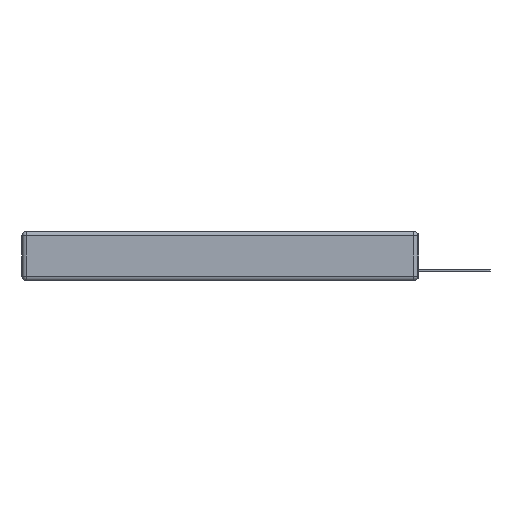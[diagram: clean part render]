
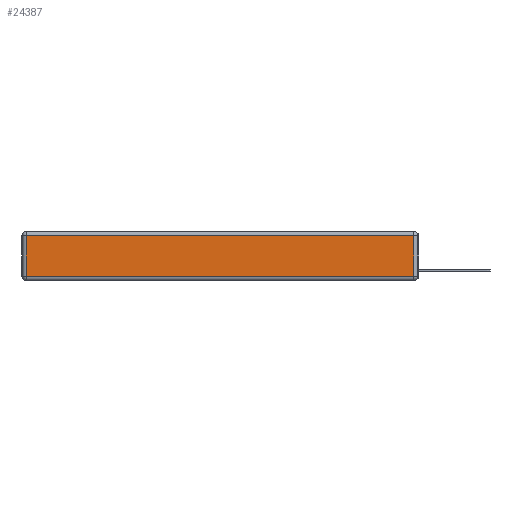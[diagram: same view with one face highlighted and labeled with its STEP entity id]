
A CAD part, left-side view. The second image highlights one B-rep face of the part: STEP entity #24387.
In plain terms, the highlighted planar face has unit normal (-1, 0, 0).
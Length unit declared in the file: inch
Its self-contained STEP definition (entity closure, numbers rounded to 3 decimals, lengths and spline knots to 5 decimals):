
#280 = CARTESIAN_POINT ( 'NONE',  ( 0., 0.03, -0.313 ) ) ;
#404 = EDGE_LOOP ( 'NONE', ( #1578, #16177, #4844, #18586 ) ) ;
#633 = PLANE ( 'NONE',  #2725 ) ;
#958 = VECTOR ( 'NONE', #17386, 39.37008 ) ;
#1578 = ORIENTED_EDGE ( 'NONE', *, *, #24385, .T. ) ;
#1798 = CARTESIAN_POINT ( 'NONE',  ( 0., 2.72, -0.313 ) ) ;
#2234 = VECTOR ( 'NONE', #5213, 39.37008 ) ;
#2725 = AXIS2_PLACEMENT_3D ( 'NONE', #7274, #13423, #24206 ) ;
#3866 = EDGE_CURVE ( 'NONE', #22083, #18911, #15001, .T. ) ;
#4844 = ORIENTED_EDGE ( 'NONE', *, *, #20734, .T. ) ;
#5071 = VERTEX_POINT ( 'NONE', #5664 ) ;
#5213 = DIRECTION ( 'NONE',  ( 0., -1., 0. ) ) ;
#5664 = CARTESIAN_POINT ( 'NONE',  ( 0., 2.72, -0.03 ) ) ;
#7181 = CARTESIAN_POINT ( 'NONE',  ( 0., 0., -0.313 ) ) ;
#7274 = CARTESIAN_POINT ( 'NONE',  ( 0., 0., -0.343 ) ) ;
#8022 = EDGE_CURVE ( 'NONE', #5071, #27518, #13112, .T. ) ;
#11715 = CARTESIAN_POINT ( 'NONE',  ( 0., 2.72, -0.343 ) ) ;
#13112 = LINE ( 'NONE', #11715, #22852 ) ;
#13423 = DIRECTION ( 'NONE',  ( -1., 0., 0. ) ) ;
#13600 = LINE ( 'NONE', #22002, #21689 ) ;
#15001 = LINE ( 'NONE', #15586, #958 ) ;
#15586 = CARTESIAN_POINT ( 'NONE',  ( 0., 0.03, -0.343 ) ) ;
#16177 = ORIENTED_EDGE ( 'NONE', *, *, #3866, .T. ) ;
#17386 = DIRECTION ( 'NONE',  ( 0., 0., 1. ) ) ;
#18133 = DIRECTION ( 'NONE',  ( 0., 1., 0. ) ) ;
#18199 = DIRECTION ( 'NONE',  ( 0., 0., -1. ) ) ;
#18586 = ORIENTED_EDGE ( 'NONE', *, *, #8022, .T. ) ;
#18911 = VERTEX_POINT ( 'NONE', #19594 ) ;
#19594 = CARTESIAN_POINT ( 'NONE',  ( 0., 0.03, -0.03 ) ) ;
#20656 = FACE_OUTER_BOUND ( 'NONE', #404, .T. ) ;
#20734 = EDGE_CURVE ( 'NONE', #18911, #5071, #13600, .T. ) ;
#21689 = VECTOR ( 'NONE', #18133, 39.37008 ) ;
#22002 = CARTESIAN_POINT ( 'NONE',  ( 0., 2.75, -0.03 ) ) ;
#22083 = VERTEX_POINT ( 'NONE', #280 ) ;
#22852 = VECTOR ( 'NONE', #18199, 39.37008 ) ;
#24206 = DIRECTION ( 'NONE',  ( 0., 0., 1. ) ) ;
#24385 = EDGE_CURVE ( 'NONE', #27518, #22083, #26996, .T. ) ;
#24387 = ADVANCED_FACE ( 'NONE', ( #20656 ), #633, .T. ) ;
#26996 = LINE ( 'NONE', #7181, #2234 ) ;
#27518 = VERTEX_POINT ( 'NONE', #1798 ) ;
